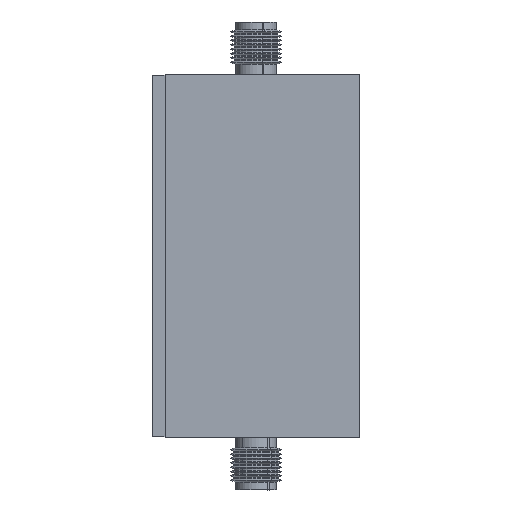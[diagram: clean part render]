
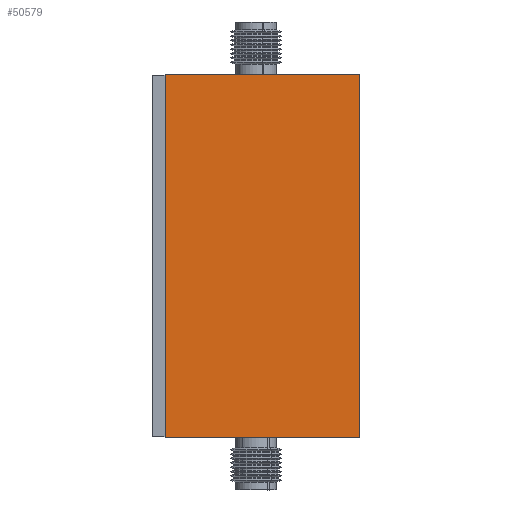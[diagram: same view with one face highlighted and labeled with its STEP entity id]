
A CAD part, left-side view. The second image highlights one B-rep face of the part: STEP entity #50579.
In plain terms, the highlighted planar face has unit normal (-1, 0, 0).
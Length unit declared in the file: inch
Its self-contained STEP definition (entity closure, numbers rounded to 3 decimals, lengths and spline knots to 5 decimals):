
#3237 = EDGE_CURVE ( 'NONE', #31946, #7588, #14229, .T. ) ;
#5402 = DIRECTION ( 'NONE',  ( 0., 0., 1. ) ) ;
#5771 = ORIENTED_EDGE ( 'NONE', *, *, #52340, .T. ) ;
#6528 = CARTESIAN_POINT ( 'NONE',  ( -6.9623, 1.44219, 0.09228 ) ) ;
#7187 = FACE_OUTER_BOUND ( 'NONE', #26010, .T. ) ;
#7588 = VERTEX_POINT ( 'NONE', #24363 ) ;
#14126 = DIRECTION ( 'NONE',  ( 0., 0., 1. ) ) ;
#14229 = LINE ( 'NONE', #55152, #39562 ) ;
#14772 = VERTEX_POINT ( 'NONE', #24641 ) ;
#17663 = LINE ( 'NONE', #32339, #23307 ) ;
#19176 = CARTESIAN_POINT ( 'NONE',  ( -6.9623, 0.50419, 1.84228 ) ) ;
#20144 = ORIENTED_EDGE ( 'NONE', *, *, #36277, .T. ) ;
#22529 = DIRECTION ( 'NONE',  ( 1., 0., 0. ) ) ;
#22968 = CARTESIAN_POINT ( 'NONE',  ( -6.9623, 0.50419, 1.84228 ) ) ;
#22984 = LINE ( 'NONE', #19176, #32083 ) ;
#23307 = VECTOR ( 'NONE', #45293, 39.37008 ) ;
#24363 = CARTESIAN_POINT ( 'NONE',  ( -6.9623, 1.44219, 1.84228 ) ) ;
#24641 = CARTESIAN_POINT ( 'NONE',  ( -6.9623, 0.50419, 0.09228 ) ) ;
#24888 = PLANE ( 'NONE',  #32753 ) ;
#25361 = ORIENTED_EDGE ( 'NONE', *, *, #30402, .F. ) ;
#26010 = EDGE_LOOP ( 'NONE', ( #5771, #25361, #48485, #20144 ) ) ;
#30402 = EDGE_CURVE ( 'NONE', #7588, #30425, #36189, .T. ) ;
#30425 = VERTEX_POINT ( 'NONE', #22968 ) ;
#31946 = VERTEX_POINT ( 'NONE', #6528 ) ;
#32083 = VECTOR ( 'NONE', #14126, 39.37008 ) ;
#32339 = CARTESIAN_POINT ( 'NONE',  ( -6.9623, 1.44219, 0.09228 ) ) ;
#32753 = AXIS2_PLACEMENT_3D ( 'NONE', #34254, #22529, #40425 ) ;
#34254 = CARTESIAN_POINT ( 'NONE',  ( -6.9623, 1.44219, 1.84228 ) ) ;
#36189 = LINE ( 'NONE', #53870, #36559 ) ;
#36277 = EDGE_CURVE ( 'NONE', #31946, #14772, #17663, .T. ) ;
#36559 = VECTOR ( 'NONE', #45021, 39.37008 ) ;
#39562 = VECTOR ( 'NONE', #5402, 39.37008 ) ;
#40425 = DIRECTION ( 'NONE',  ( 0., 0., -1. ) ) ;
#45021 = DIRECTION ( 'NONE',  ( 0., -1., 0. ) ) ;
#45293 = DIRECTION ( 'NONE',  ( 0., -1., 0. ) ) ;
#48485 = ORIENTED_EDGE ( 'NONE', *, *, #3237, .F. ) ;
#50579 = ADVANCED_FACE ( 'NONE', ( #7187 ), #24888, .F. ) ;
#52340 = EDGE_CURVE ( 'NONE', #14772, #30425, #22984, .T. ) ;
#53870 = CARTESIAN_POINT ( 'NONE',  ( -6.9623, 1.44219, 1.84228 ) ) ;
#55152 = CARTESIAN_POINT ( 'NONE',  ( -6.9623, 1.44219, 1.84228 ) ) ;
